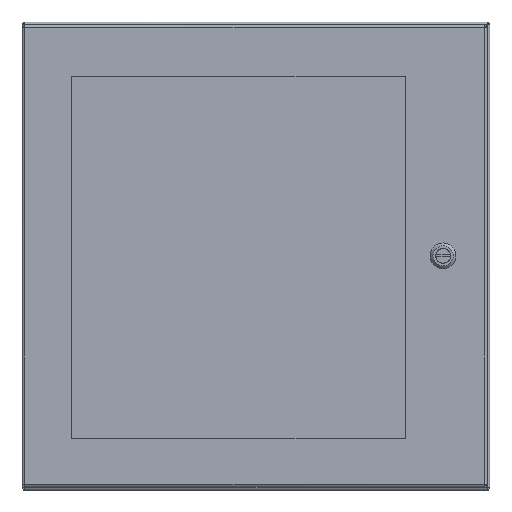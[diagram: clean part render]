
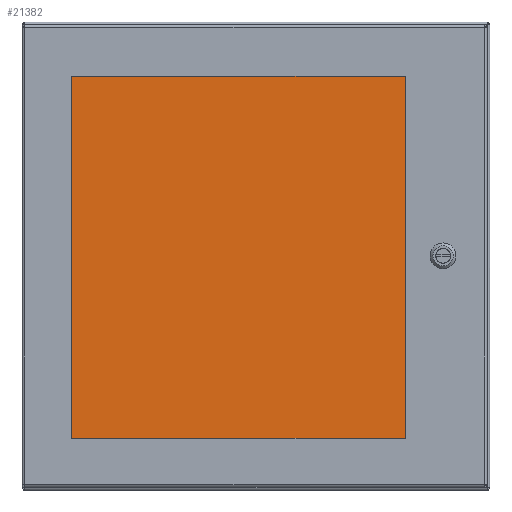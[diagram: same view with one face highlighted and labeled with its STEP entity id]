
A CAD part, top view. The second image highlights one B-rep face of the part: STEP entity #21382.
In plain terms, the highlighted planar face has unit normal (0, 0, 1).
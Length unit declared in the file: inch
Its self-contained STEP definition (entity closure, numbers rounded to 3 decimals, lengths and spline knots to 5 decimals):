
#21240=CARTESIAN_POINT('',(0.0,0.0,0.25));
#21241=VERTEX_POINT('',#21240);
#21242=CARTESIAN_POINT('',(0.,16.5,0.25));
#21243=VERTEX_POINT('',#21242);
#21244=CARTESIAN_POINT('',(0.,0.0,0.25));
#21245=DIRECTION('',(0.0,1.0,0.0));
#21246=VECTOR('',#21245,16.5);
#21247=LINE('',#21244,#21246);
#21248=EDGE_CURVE('',#21241,#21243,#21247,.T.);
#21280=CARTESIAN_POINT('',(15.25,16.5,0.25));
#21281=VERTEX_POINT('',#21280);
#21282=CARTESIAN_POINT('',(0.,16.5,0.25));
#21283=DIRECTION('',(1.0,0.0,0.0));
#21284=VECTOR('',#21283,15.25);
#21285=LINE('',#21282,#21284);
#21286=EDGE_CURVE('',#21243,#21281,#21285,.T.);
#21311=CARTESIAN_POINT('',(15.25,0.,0.25));
#21312=VERTEX_POINT('',#21311);
#21313=CARTESIAN_POINT('',(15.25,16.5,0.25));
#21314=DIRECTION('',(0.0,-1.0,0.0));
#21315=VECTOR('',#21314,16.5);
#21316=LINE('',#21313,#21315);
#21317=EDGE_CURVE('',#21281,#21312,#21316,.T.);
#21342=CARTESIAN_POINT('',(15.25,0.,0.25));
#21343=DIRECTION('',(-1.0,0.0,0.0));
#21344=VECTOR('',#21343,15.25);
#21345=LINE('',#21342,#21344);
#21346=EDGE_CURVE('',#21312,#21241,#21345,.T.);
#21371=CARTESIAN_POINT('',(7.625,8.25,0.25));
#21372=DIRECTION('',(0.0,0.0,1.0));
#21373=DIRECTION('',(1.0,0.0,0.0));
#21374=AXIS2_PLACEMENT_3D('',#21371,#21372,#21373);
#21375=PLANE('',#21374);
#21376=ORIENTED_EDGE('',*,*,#21248,.F.);
#21377=ORIENTED_EDGE('',*,*,#21346,.F.);
#21378=ORIENTED_EDGE('',*,*,#21317,.F.);
#21379=ORIENTED_EDGE('',*,*,#21286,.F.);
#21380=EDGE_LOOP('',(#21376,#21377,#21378,#21379));
#21381=FACE_OUTER_BOUND('',#21380,.T.);
#21382=ADVANCED_FACE('',(#21381),#21375,.T.);
